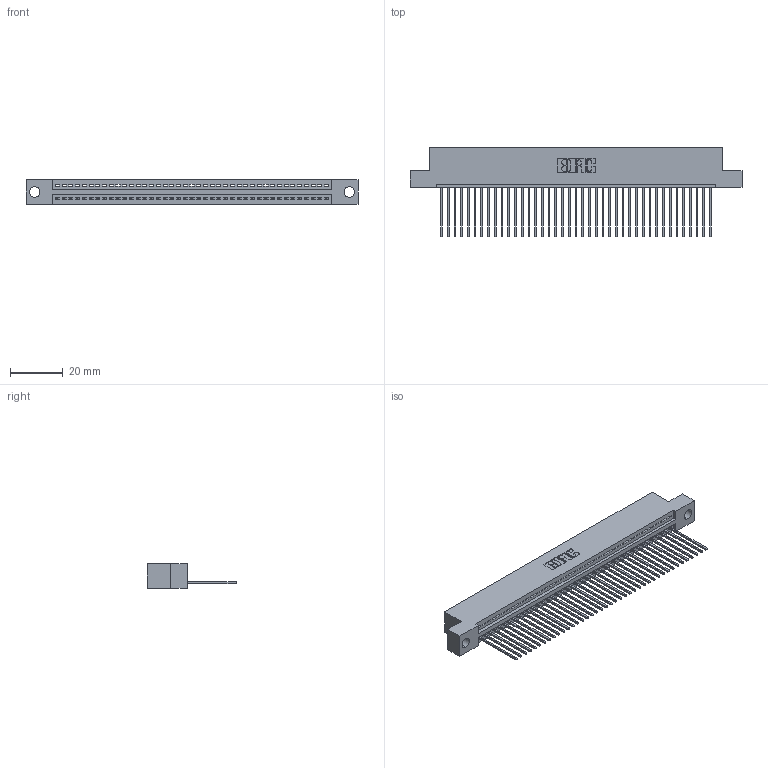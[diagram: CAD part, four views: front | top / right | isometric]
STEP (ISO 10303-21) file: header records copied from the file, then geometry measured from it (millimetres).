
FILE_DESCRIPTION (( 'STEP AP203' ), '1' );
FILE_NAME ('345-041-541-104.STEP', '2018-09-05T08:25:04', ( '' ), ( '' ), 'SwSTEP 2.0', 'SolidWorks 2016', '' );
FILE_SCHEMA (( 'CONFIG_CONTROL_DESIGN' ));
Length unit declared in the file: inch
Products named in the file (3): 345 Part_Flush Mounting Lugs - 0.156 Dia-TH; 345-292-001_345-293-141; 345-041-541-104
Assembly tree (42 placements, depth 2):
  345-041-541-104
    345 Part_Flush Mounting Lugs - 0.156 Dia-TH
    345-292-001_345-293-141  x41
Bounding box: 125.35 x 33.96 x 9.4 mm (x, y, z)
Volume: 11945 mm3; surface area: 16465.1 mm2
Topology: 42 solids, 42 shells, 2504 faces, 7557 edges, 4982 vertices
Faces by surface type: plane 1720, cylinder 784
Entity records: 31013 total; most frequent: CARTESIAN_POINT 5379, ORIENTED_EDGE 5354, DIRECTION 4699, EDGE_CURVE 2677, LINE 2381, VECTOR 2381, VERTEX_POINT 1782, AXIS2_PLACEMENT_3D 1159
